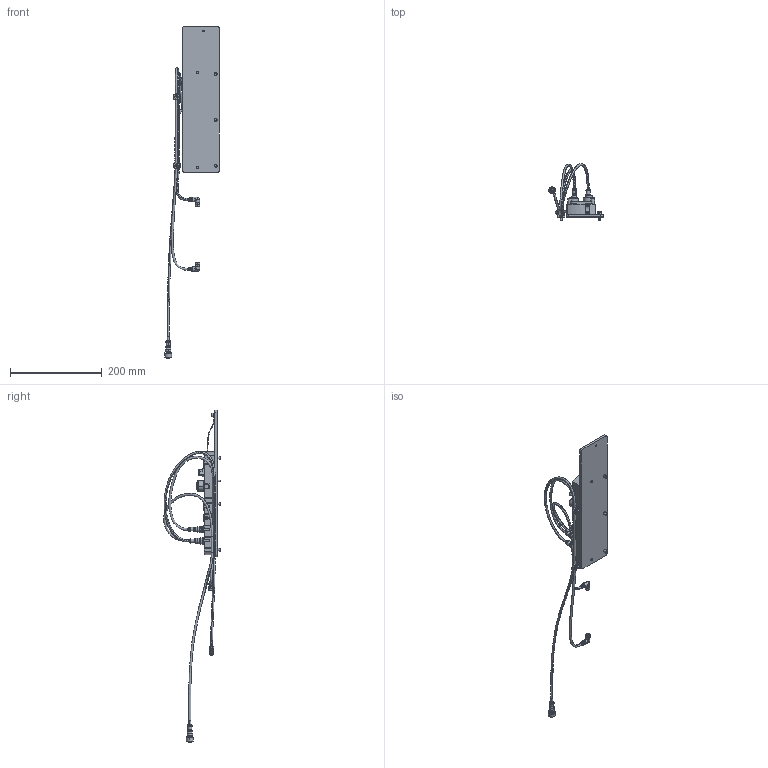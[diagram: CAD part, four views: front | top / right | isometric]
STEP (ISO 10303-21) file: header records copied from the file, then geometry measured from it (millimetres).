
FILE_DESCRIPTION (( 'STEP AP214' ), '1' );
FILE_NAME ('P8516-1.STEP', '2022-04-05T06:46:15', ( '' ), ( '' ), 'SwSTEP 2.0', 'SolidWorks 2019', '' );
FILE_SCHEMA (( 'AUTOMOTIVE_DESIGN' ));
Length unit declared in the file: millimetre
Products named in the file (1): P8516-1
Bounding box: 119 x 123.72 x 725 mm (x, y, z)
Volume: 508500.7 mm3; surface area: 159329 mm2
Topology: 27 solids, 27 shells, 2484 faces, 6419 edges, 4187 vertices
Faces by surface type: plane 1122, cylinder 752, bspline 274, cone 193, torus 95, sphere 48
Entity records: 130397 total; most frequent: CARTESIAN_POINT 48216, ORIENTED_EDGE 12754, DIRECTION 8914, EDGE_CURVE 6377, VERTEX_POINT 4175, AXIS2_PLACEMENT_3D 3308, B_SPLINE_CURVE_WITH_KNOTS 2860, EDGE_LOOP 2750
